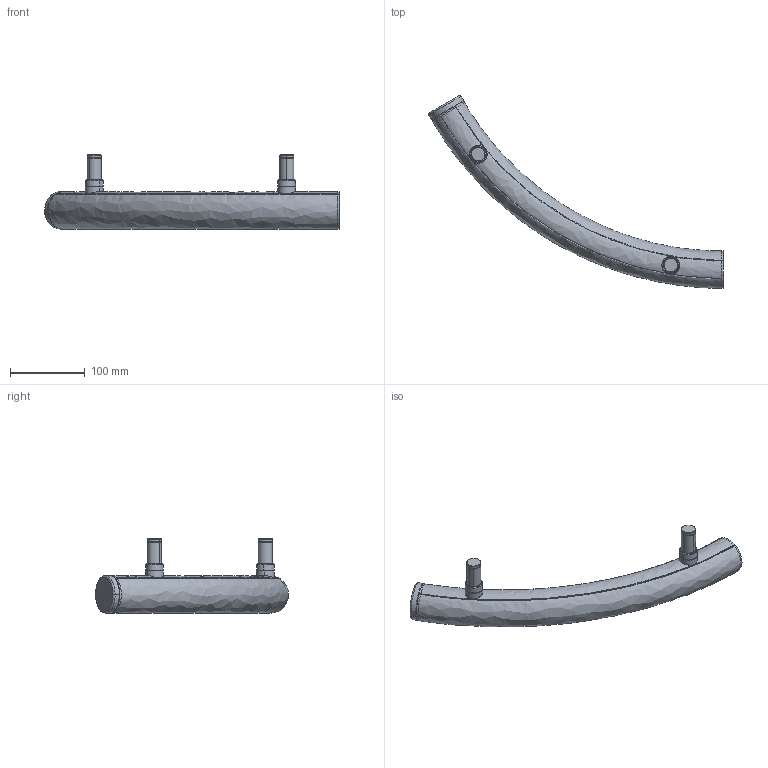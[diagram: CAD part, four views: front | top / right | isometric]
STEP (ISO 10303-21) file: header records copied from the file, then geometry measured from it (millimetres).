
FILE_DESCRIPTION(/* description */ (''),/* implementation_level */ '2;1');
FILE_NAME(/* name */ 'AoL-System-Curve-60-DX-Terminal',/* time_stamp */ '2019-09-25T17:08:57+02:00',/* author */ (''),/* organization */ (''),/* preprocessor_version */ 'ST-DEVELOPER v15',/* originating_system */ '',/* authorisation */ '');
FILE_SCHEMA (('AUTOMOTIVE_DESIGN'));
Length unit declared in the file: millimetre
Products named in the file (1): Document
Bounding box: 393.68 x 257.57 x 99.35 mm (x, y, z)
Volume: 263392.2 mm3; surface area: 171950.5 mm2
Topology: 3 solids, 3 shells, 107 faces, 240 edges, 148 vertices
Faces by surface type: bspline 92, plane 15
Entity records: 4990 total; most frequent: CARTESIAN_POINT 3648, ORIENTED_EDGE 480, EDGE_CURVE 240, VERTEX_POINT 148, EDGE_LOOP 118, ADVANCED_FACE 107, FACE_OUTER_BOUND 107, B_SPLINE_CURVE_WITH_KNOTS 46
